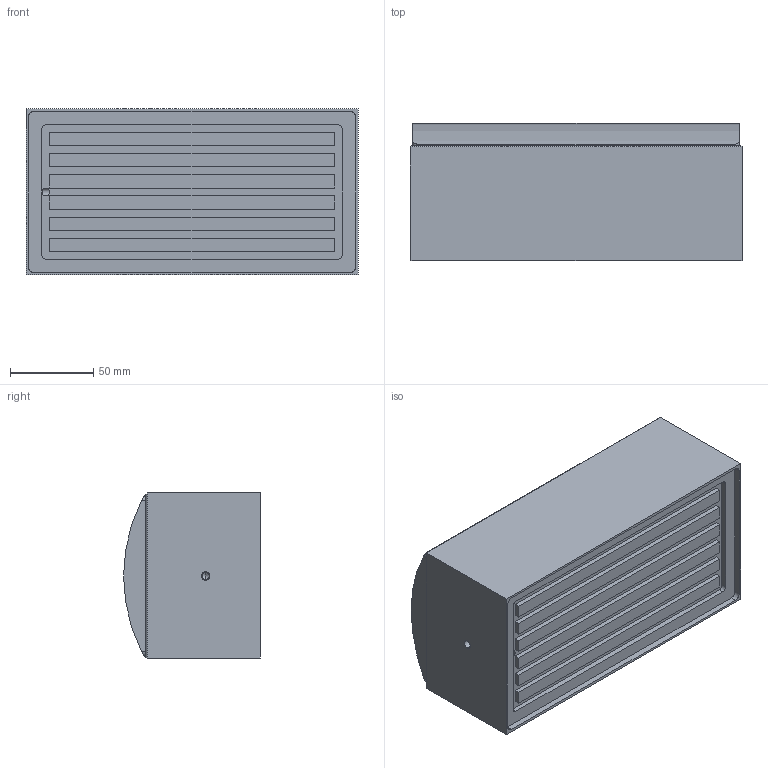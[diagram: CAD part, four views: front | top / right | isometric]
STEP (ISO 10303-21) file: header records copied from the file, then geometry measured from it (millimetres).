
FILE_DESCRIPTION (( 'STEP AP214' ), '1' );
FILE_NAME ('S33100WXXX.STEP', '2023-01-06T18:55:01', ( '' ), ( '' ), 'SwSTEP 2.0', 'SolidWorks 2020', '' );
FILE_SCHEMA (( 'AUTOMOTIVE_DESIGN' ));
Length unit declared in the file: inch
Products named in the file (4): S90A001; S33100WXXX; 62S97S11_S33100W10001; 12S10001_12S10001
Assembly tree (2 placements, depth 2):
  S90A001
  S33100WXXX
    12S10001_12S10001
    62S97S11_S33100W10001
Bounding box: 200 x 82.44 x 100 mm (x, y, z)
Volume: 1510507.8 mm3; surface area: 145350.4 mm2
Topology: 2 solids, 2 shells, 191 faces, 449 edges, 275 vertices
Faces by surface type: plane 85, cylinder 78, cone 14, torus 14
Entity records: 5611 total; most frequent: CARTESIAN_POINT 1065, DIRECTION 967, ORIENTED_EDGE 874, EDGE_CURVE 437, AXIS2_PLACEMENT_3D 353, VERTEX_POINT 275, LINE 261, VECTOR 261
